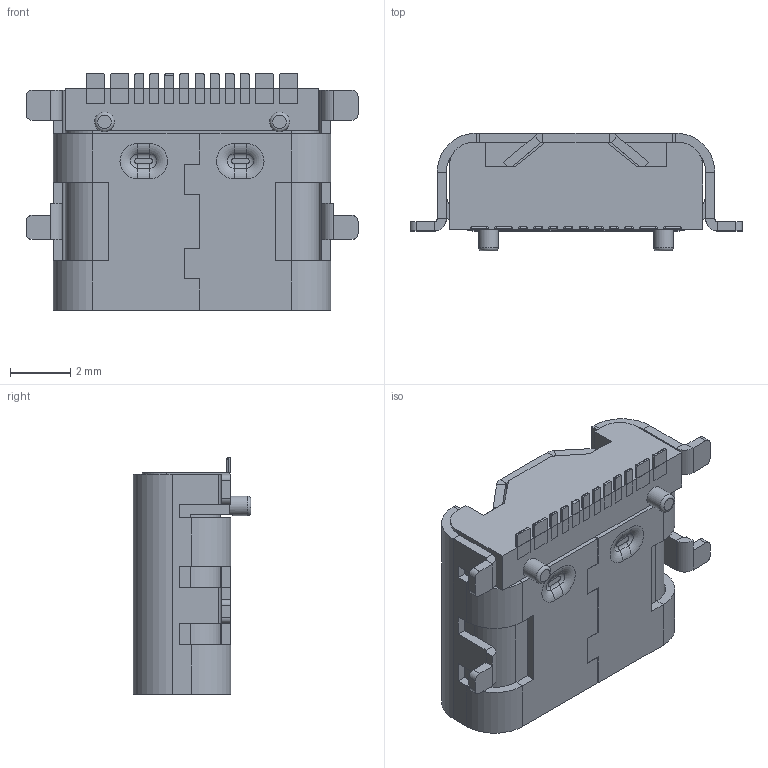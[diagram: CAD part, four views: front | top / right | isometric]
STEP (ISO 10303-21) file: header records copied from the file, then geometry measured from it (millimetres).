
FILE_DESCRIPTION(('STEP AP203'), '1');
FILE_NAME('USB_type_C_smd', '', ('UNSPECIFIED'), ('UNSPECIFIED'), 'ASCON STEP Converter 1.6', 'ASCON Math Kernel', '');
FILE_SCHEMA(('CONFIG_CONTROL_DESIGN'));
Length unit declared in the file: millimetre
Bounding box: 11 x 3.9 x 7.85 mm (x, y, z)
Volume: 134.6 mm3; surface area: 823 mm2
Topology: 38 solids, 38 shells, 641 faces, 1473 edges, 890 vertices
Faces by surface type: plane 406, cylinder 177, torus 34, sphere 24
Full cylindrical faces by diameter (mm): 0.65 x2
Entity records: 22948 total; most frequent: DIRECTION 3059, CARTESIAN_POINT 3055, ORIENTED_EDGE 2890, EDGE_CURVE 1445, LINE 1063, VECTOR 1063, AXIS2_PLACEMENT_3D 998, VERTEX_POINT 890
